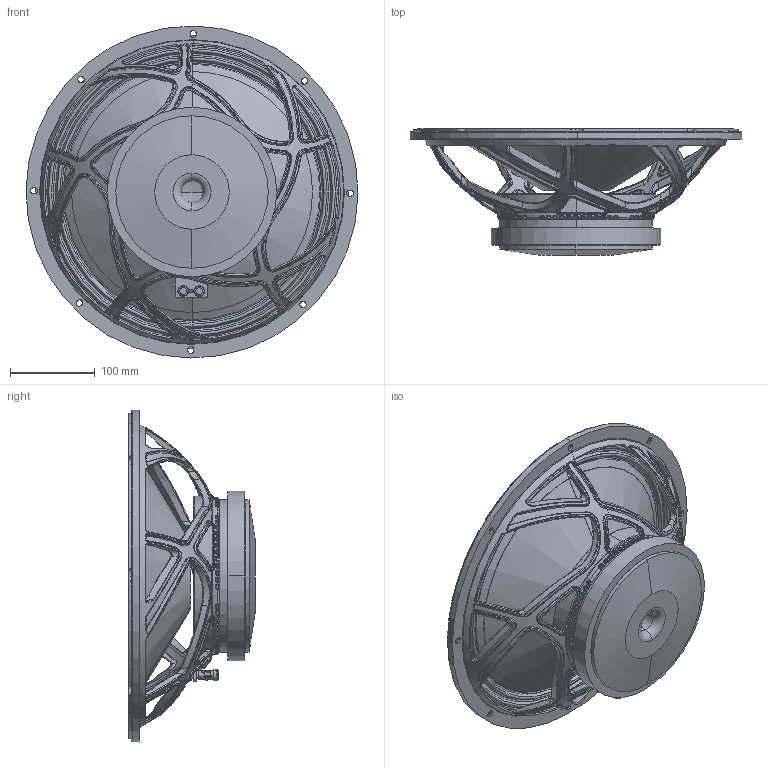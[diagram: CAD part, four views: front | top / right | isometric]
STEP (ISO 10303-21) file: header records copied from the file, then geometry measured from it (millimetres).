
FILE_DESCRIPTION (( 'STEP AP203' ), '1' );
FILE_NAME ('115-152FIND.STEP', '2023-04-20T12:07:27', ( '微软用户' ), ( '微软中国' ), 'SwSTEP 2.0', 'SolidWorks 2020', '' );
FILE_SCHEMA (( 'CONFIG_CONTROL_DESIGN' ));
Length unit declared in the file: millimetre
Products named in the file (1): 115-152FIND
Bounding box: 392.05 x 148.9 x 392.05 mm (x, y, z)
Surface area: 596087.2 mm2 (no closed solid volume)
Topology: 0 solids, 30 shells, 1647 faces, 5238 edges, 3462 vertices
Faces by surface type: bspline 868, torus 371, cone 159, plane 127, cylinder 120, sphere 2
Entity records: 111552 total; most frequent: CARTESIAN_POINT 73123, ORIENTED_EDGE 8333, DIRECTION 6578, EDGE_CURVE 5223, VERTEX_POINT 3462, AXIS2_PLACEMENT_3D 3066, B_SPLINE_CURVE_WITH_KNOTS 2479, CIRCLE 2286
